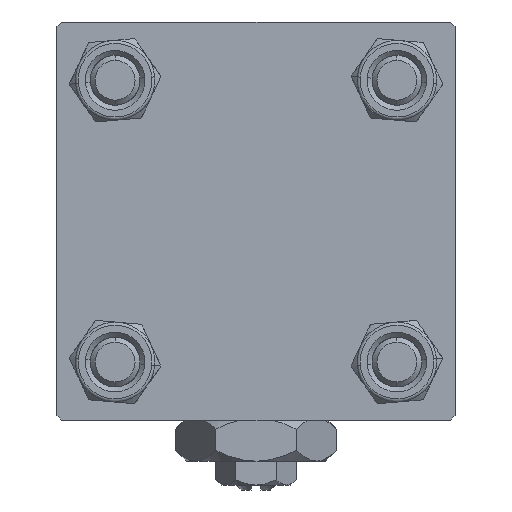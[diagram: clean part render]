
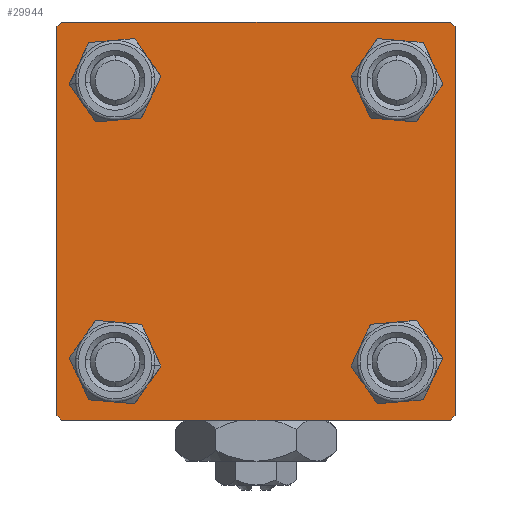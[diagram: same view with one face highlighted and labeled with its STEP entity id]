
A CAD part, left-side view. The second image highlights one B-rep face of the part: STEP entity #29944.
In plain terms, the highlighted planar face has unit normal (-1, 0, 0).
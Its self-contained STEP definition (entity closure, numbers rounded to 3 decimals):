
#315 = VECTOR ( 'NONE', #46640, 1000. ) ;
#394 = ORIENTED_EDGE ( 'NONE', *, *, #53809, .T. ) ;
#686 = LINE ( 'NONE', #11423, #10527 ) ;
#715 = CARTESIAN_POINT ( 'NONE',  ( 0., 20., 20. ) ) ;
#1008 = CARTESIAN_POINT ( 'NONE',  ( 0., 19.75, 19.75 ) ) ;
#1094 = VERTEX_POINT ( 'NONE', #48002 ) ;
#1275 = VERTEX_POINT ( 'NONE', #46443 ) ;
#2194 = DIRECTION ( 'NONE',  ( 0., 0.707, -0.707 ) ) ;
#2886 = CARTESIAN_POINT ( 'NONE',  ( 0., -20., 19.5 ) ) ;
#4539 = AXIS2_PLACEMENT_3D ( 'NONE', #17897, #27738, #46228 ) ;
#4647 = FACE_BOUND ( 'NONE', #20218, .T. ) ;
#4737 = DIRECTION ( 'NONE',  ( 0., 0., 1. ) ) ;
#5237 = FACE_BOUND ( 'NONE', #46966, .T. ) ;
#5606 = CARTESIAN_POINT ( 'NONE',  ( 0., -14.15, 17.15 ) ) ;
#5830 = CARTESIAN_POINT ( 'NONE',  ( 0., 0., 0. ) ) ;
#6388 = LINE ( 'NONE', #715, #30414 ) ;
#6662 = CARTESIAN_POINT ( 'NONE',  ( 0., 14.15, 11.15 ) ) ;
#6949 = DIRECTION ( 'NONE',  ( 0., -1., 0. ) ) ;
#6975 = DIRECTION ( 'NONE',  ( 0., 0., -1. ) ) ;
#7271 = CARTESIAN_POINT ( 'NONE',  ( 0., -20., 20. ) ) ;
#7881 = CARTESIAN_POINT ( 'NONE',  ( 0., 19.75, -19.75 ) ) ;
#9118 = CARTESIAN_POINT ( 'NONE',  ( 0., -19.75, 19.75 ) ) ;
#9462 = CARTESIAN_POINT ( 'NONE',  ( 0., -14.15, -14.15 ) ) ;
#9643 = VERTEX_POINT ( 'NONE', #11400 ) ;
#9721 = FACE_BOUND ( 'NONE', #55052, .T. ) ;
#9846 = AXIS2_PLACEMENT_3D ( 'NONE', #9462, #32157, #46752 ) ;
#9864 = VERTEX_POINT ( 'NONE', #58947 ) ;
#10057 = VERTEX_POINT ( 'NONE', #6662 ) ;
#10285 = EDGE_CURVE ( 'NONE', #9864, #45368, #39850, .T. ) ;
#10400 = CARTESIAN_POINT ( 'NONE',  ( 0., 14.15, -14.15 ) ) ;
#10459 = EDGE_CURVE ( 'NONE', #30154, #29343, #22678, .T. ) ;
#10475 = CARTESIAN_POINT ( 'NONE',  ( 0., -14.15, 14.15 ) ) ;
#10527 = VECTOR ( 'NONE', #6949, 1000. ) ;
#10655 = VERTEX_POINT ( 'NONE', #47714 ) ;
#10773 = DIRECTION ( 'NONE',  ( 0., 0., 1. ) ) ;
#11163 = LINE ( 'NONE', #1008, #28333 ) ;
#11400 = CARTESIAN_POINT ( 'NONE',  ( 0., -19.5, 20. ) ) ;
#11423 = CARTESIAN_POINT ( 'NONE',  ( 0., 20., -20. ) ) ;
#11445 = ORIENTED_EDGE ( 'NONE', *, *, #58679, .T. ) ;
#11747 = DIRECTION ( 'NONE',  ( 0., 0., 1. ) ) ;
#12355 = EDGE_CURVE ( 'NONE', #54439, #1275, #11163, .T. ) ;
#13664 = ORIENTED_EDGE ( 'NONE', *, *, #56762, .T. ) ;
#14096 = AXIS2_PLACEMENT_3D ( 'NONE', #10475, #20617, #10773 ) ;
#14186 = EDGE_CURVE ( 'NONE', #54439, #9643, #53045, .T. ) ;
#14682 = EDGE_CURVE ( 'NONE', #16141, #38380, #48783, .T. ) ;
#14974 = EDGE_CURVE ( 'NONE', #40120, #36522, #22827, .T. ) ;
#16067 = DIRECTION ( 'NONE',  ( 0., 0., 1. ) ) ;
#16121 = ORIENTED_EDGE ( 'NONE', *, *, #30361, .T. ) ;
#16141 = VERTEX_POINT ( 'NONE', #37770 ) ;
#16267 = ORIENTED_EDGE ( 'NONE', *, *, #25378, .T. ) ;
#17263 = DIRECTION ( 'NONE',  ( 0., 0., 1. ) ) ;
#17897 = CARTESIAN_POINT ( 'NONE',  ( 0., 14.15, -14.15 ) ) ;
#18082 = LINE ( 'NONE', #9118, #29259 ) ;
#18106 = CARTESIAN_POINT ( 'NONE',  ( 0., -14.15, -17.15 ) ) ;
#18181 = DIRECTION ( 'NONE',  ( 1., 0., 0. ) ) ;
#20218 = EDGE_LOOP ( 'NONE', ( #39536, #52537 ) ) ;
#20617 = DIRECTION ( 'NONE',  ( 1., 0., 0. ) ) ;
#21206 = EDGE_LOOP ( 'NONE', ( #16267, #35652, #16121, #11445, #43048, #48581, #32575, #29686 ) ) ;
#21402 = DIRECTION ( 'NONE',  ( 0., -1., 0. ) ) ;
#22062 = EDGE_CURVE ( 'NONE', #45368, #9864, #46488, .T. ) ;
#22678 = CIRCLE ( 'NONE', #4539, 3. ) ;
#22827 = CIRCLE ( 'NONE', #42839, 3. ) ;
#23965 = EDGE_CURVE ( 'NONE', #10057, #1094, #55115, .T. ) ;
#24913 = LINE ( 'NONE', #7271, #39944 ) ;
#25378 = EDGE_CURVE ( 'NONE', #1275, #16141, #6388, .T. ) ;
#25571 = AXIS2_PLACEMENT_3D ( 'NONE', #53693, #35479, #17263 ) ;
#25583 = EDGE_CURVE ( 'NONE', #35496, #10655, #24913, .T. ) ;
#25607 = AXIS2_PLACEMENT_3D ( 'NONE', #38744, #56974, #16067 ) ;
#25844 = CARTESIAN_POINT ( 'NONE',  ( 0., 14.15, -17.15 ) ) ;
#26119 = DIRECTION ( 'NONE',  ( 0., -0.707, -0.707 ) ) ;
#26988 = CARTESIAN_POINT ( 'NONE',  ( 0., 14.15, -11.15 ) ) ;
#27065 = PLANE ( 'NONE',  #45796 ) ;
#27361 = ORIENTED_EDGE ( 'NONE', *, *, #27650, .T. ) ;
#27626 = CIRCLE ( 'NONE', #50514, 3. ) ;
#27650 = EDGE_CURVE ( 'NONE', #1094, #10057, #27626, .T. ) ;
#27738 = DIRECTION ( 'NONE',  ( 1., 0., 0. ) ) ;
#28232 = FACE_OUTER_BOUND ( 'NONE', #21206, .T. ) ;
#28333 = VECTOR ( 'NONE', #2194, 1000. ) ;
#28446 = LINE ( 'NONE', #55314, #315 ) ;
#29127 = DIRECTION ( 'NONE',  ( -1., 0., 0. ) ) ;
#29259 = VECTOR ( 'NONE', #46408, 1000. ) ;
#29343 = VERTEX_POINT ( 'NONE', #26988 ) ;
#29686 = ORIENTED_EDGE ( 'NONE', *, *, #12355, .T. ) ;
#29766 = CARTESIAN_POINT ( 'NONE',  ( 0., 20., 20. ) ) ;
#29944 = ADVANCED_FACE ( 'NONE', ( #4647, #5237, #41071, #9721, #28232 ), #27065, .T. ) ;
#30154 = VERTEX_POINT ( 'NONE', #25844 ) ;
#30269 = CARTESIAN_POINT ( 'NONE',  ( 0., 14.15, 14.15 ) ) ;
#30361 = EDGE_CURVE ( 'NONE', #38380, #38439, #686, .T. ) ;
#30414 = VECTOR ( 'NONE', #56245, 1000. ) ;
#31248 = CARTESIAN_POINT ( 'NONE',  ( 0., -14.15, -11.15 ) ) ;
#31663 = CIRCLE ( 'NONE', #44985, 3. ) ;
#32157 = DIRECTION ( 'NONE',  ( 1., 0., 0. ) ) ;
#32575 = ORIENTED_EDGE ( 'NONE', *, *, #14186, .F. ) ;
#35479 = DIRECTION ( 'NONE',  ( 1., 0., 0. ) ) ;
#35496 = VERTEX_POINT ( 'NONE', #2886 ) ;
#35652 = ORIENTED_EDGE ( 'NONE', *, *, #14682, .T. ) ;
#36522 = VERTEX_POINT ( 'NONE', #18106 ) ;
#37249 = DIRECTION ( 'NONE',  ( 0., 0., 1. ) ) ;
#37770 = CARTESIAN_POINT ( 'NONE',  ( 0., 20., -19.5 ) ) ;
#38073 = DIRECTION ( 'NONE',  ( 0., 0., 1. ) ) ;
#38120 = ORIENTED_EDGE ( 'NONE', *, *, #14974, .T. ) ;
#38380 = VERTEX_POINT ( 'NONE', #42894 ) ;
#38439 = VERTEX_POINT ( 'NONE', #42004 ) ;
#38744 = CARTESIAN_POINT ( 'NONE',  ( 0., 14.15, 14.15 ) ) ;
#39536 = ORIENTED_EDGE ( 'NONE', *, *, #22062, .T. ) ;
#39850 = CIRCLE ( 'NONE', #14096, 3. ) ;
#39944 = VECTOR ( 'NONE', #6975, 1000. ) ;
#40120 = VERTEX_POINT ( 'NONE', #31248 ) ;
#41071 = FACE_BOUND ( 'NONE', #50679, .T. ) ;
#42004 = CARTESIAN_POINT ( 'NONE',  ( 0., -19.5, -20. ) ) ;
#42839 = AXIS2_PLACEMENT_3D ( 'NONE', #51284, #55758, #37249 ) ;
#42894 = CARTESIAN_POINT ( 'NONE',  ( 0., 19.5, -20. ) ) ;
#43048 = ORIENTED_EDGE ( 'NONE', *, *, #25583, .F. ) ;
#44985 = AXIS2_PLACEMENT_3D ( 'NONE', #10400, #18181, #4737 ) ;
#45076 = CIRCLE ( 'NONE', #9846, 3. ) ;
#45368 = VERTEX_POINT ( 'NONE', #5606 ) ;
#45796 = AXIS2_PLACEMENT_3D ( 'NONE', #5830, #29127, #38073 ) ;
#46228 = DIRECTION ( 'NONE',  ( 0., 0., 1. ) ) ;
#46408 = DIRECTION ( 'NONE',  ( 0., 0.707, 0.707 ) ) ;
#46443 = CARTESIAN_POINT ( 'NONE',  ( 0., 20., 19.5 ) ) ;
#46488 = CIRCLE ( 'NONE', #25571, 3. ) ;
#46640 = DIRECTION ( 'NONE',  ( 0., -0.707, 0.707 ) ) ;
#46752 = DIRECTION ( 'NONE',  ( 0., 0., 1. ) ) ;
#46966 = EDGE_LOOP ( 'NONE', ( #38120, #13664 ) ) ;
#47587 = DIRECTION ( 'NONE',  ( 1., 0., 0. ) ) ;
#47714 = CARTESIAN_POINT ( 'NONE',  ( 0., -20., -19.5 ) ) ;
#48002 = CARTESIAN_POINT ( 'NONE',  ( 0., 14.15, 17.15 ) ) ;
#48410 = VECTOR ( 'NONE', #21402, 1000. ) ;
#48581 = ORIENTED_EDGE ( 'NONE', *, *, #49980, .T. ) ;
#48783 = LINE ( 'NONE', #7881, #52399 ) ;
#49980 = EDGE_CURVE ( 'NONE', #35496, #9643, #18082, .T. ) ;
#50514 = AXIS2_PLACEMENT_3D ( 'NONE', #30269, #47587, #11747 ) ;
#50679 = EDGE_LOOP ( 'NONE', ( #394, #54429 ) ) ;
#51284 = CARTESIAN_POINT ( 'NONE',  ( 0., -14.15, -14.15 ) ) ;
#52399 = VECTOR ( 'NONE', #26119, 1000. ) ;
#52537 = ORIENTED_EDGE ( 'NONE', *, *, #10285, .T. ) ;
#53045 = LINE ( 'NONE', #29766, #48410 ) ;
#53693 = CARTESIAN_POINT ( 'NONE',  ( 0., -14.15, 14.15 ) ) ;
#53809 = EDGE_CURVE ( 'NONE', #29343, #30154, #31663, .T. ) ;
#54429 = ORIENTED_EDGE ( 'NONE', *, *, #10459, .T. ) ;
#54439 = VERTEX_POINT ( 'NONE', #57646 ) ;
#54632 = ORIENTED_EDGE ( 'NONE', *, *, #23965, .T. ) ;
#55052 = EDGE_LOOP ( 'NONE', ( #27361, #54632 ) ) ;
#55115 = CIRCLE ( 'NONE', #25607, 3. ) ;
#55314 = CARTESIAN_POINT ( 'NONE',  ( 0., -19.75, -19.75 ) ) ;
#55758 = DIRECTION ( 'NONE',  ( 1., 0., 0. ) ) ;
#56245 = DIRECTION ( 'NONE',  ( 0., 0., -1. ) ) ;
#56762 = EDGE_CURVE ( 'NONE', #36522, #40120, #45076, .T. ) ;
#56974 = DIRECTION ( 'NONE',  ( 1., 0., 0. ) ) ;
#57646 = CARTESIAN_POINT ( 'NONE',  ( 0., 19.5, 20. ) ) ;
#58679 = EDGE_CURVE ( 'NONE', #38439, #10655, #28446, .T. ) ;
#58947 = CARTESIAN_POINT ( 'NONE',  ( 0., -14.15, 11.15 ) ) ;
